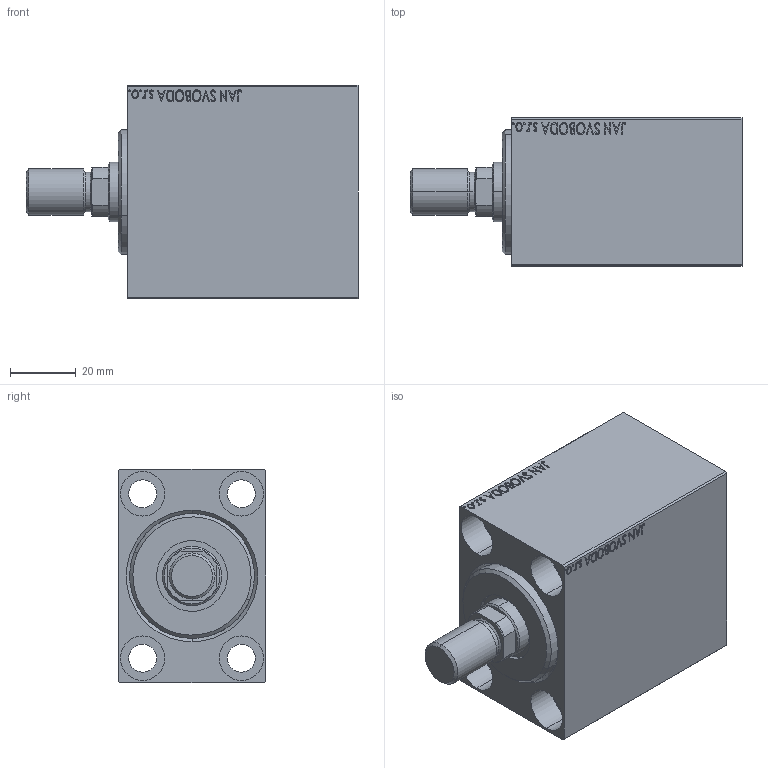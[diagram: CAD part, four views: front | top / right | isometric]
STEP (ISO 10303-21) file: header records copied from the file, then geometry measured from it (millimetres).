
FILE_DESCRIPTION (( 'STEP AP203' ), '1' );
FILE_NAME ('a648.STEP', '2026-02-22T11:13:31', ( '' ), ( '' ), 'SwSTEP 2.0', 'SolidWorks 2019', '' );
FILE_SCHEMA (( 'CONFIG_CONTROL_DESIGN' ));
Length unit declared in the file: millimetre
Products named in the file (5): V450CM_MALE_METRIC d65c34be1f9fb13b1a3a045d5a10db27; a648; V450CM_VC_B d65c34be1f9fb13b1a3a045d5a10db27; V450CM_C_VCP d65c34be1f9fb13b1a3a045d5a10db27; V450CM_C_Body d65c34be1f9fb13b1a3a045d5a10db27
Assembly tree (4 placements, depth 2):
  a648
    V450CM_C_Body d65c34be1f9fb13b1a3a045d5a10db27
    V450CM_C_VCP d65c34be1f9fb13b1a3a045d5a10db27
    V450CM_VC_B d65c34be1f9fb13b1a3a045d5a10db27
    V450CM_MALE_METRIC d65c34be1f9fb13b1a3a045d5a10db27
Bounding box: 101 x 45 x 65 mm (x, y, z)
Volume: 181961.3 mm3; surface area: 48090.1 mm2
Topology: 4 solids, 4 shells, 871 faces, 2228 edges, 1475 vertices
Faces by surface type: plane 411, bspline 380, cylinder 60, cone 18, torus 2
Entity records: 44271 total; most frequent: CARTESIAN_POINT 25079, ORIENTED_EDGE 4452, DIRECTION 2606, EDGE_CURVE 2226, VERTEX_POINT 1475, VECTOR 1306, LINE 1306, EDGE_LOOP 997
